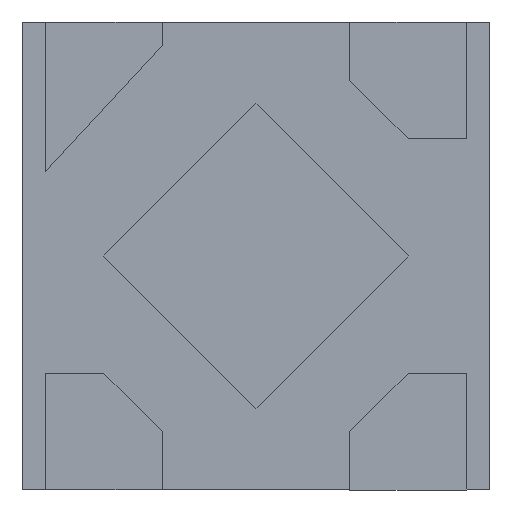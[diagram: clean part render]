
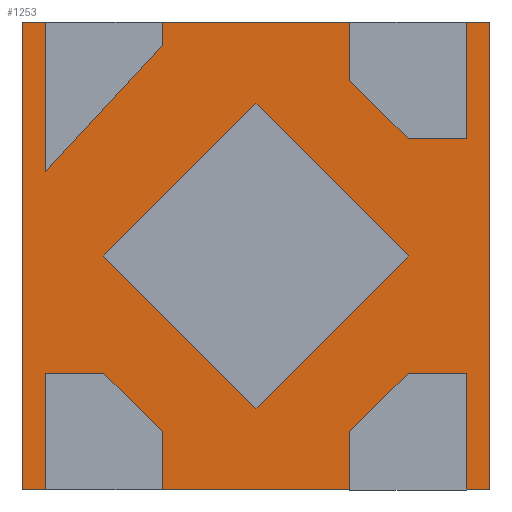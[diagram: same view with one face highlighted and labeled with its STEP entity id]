
A CAD part, front view. The second image highlights one B-rep face of the part: STEP entity #1253.
In plain terms, the highlighted planar face has unit normal (0, -1, 0).
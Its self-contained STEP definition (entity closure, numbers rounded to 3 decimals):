
#41 = CARTESIAN_POINT ( 'NONE',  ( -0.5, 0., -0.5 ) ) ;
#84 = LINE ( 'NONE', #368, #490 ) ;
#90 = CARTESIAN_POINT ( 'NONE',  ( 0.5, 0., -0.5 ) ) ;
#101 = ORIENTED_EDGE ( 'NONE', *, *, #255, .F. ) ;
#128 = AXIS2_PLACEMENT_3D ( 'NONE', #617, #843, #1124 ) ;
#129 = LINE ( 'NONE', #41, #682 ) ;
#134 = EDGE_CURVE ( 'NONE', #294, #725, #1289, .T. ) ;
#135 = CARTESIAN_POINT ( 'NONE',  ( -0.5, 0., 0.5 ) ) ;
#255 = EDGE_CURVE ( 'NONE', #1259, #294, #84, .T. ) ;
#294 = VERTEX_POINT ( 'NONE', #90 ) ;
#368 = CARTESIAN_POINT ( 'NONE',  ( 0.5, 0., -0.5 ) ) ;
#432 = PLANE ( 'NONE',  #128 ) ;
#448 = CARTESIAN_POINT ( 'NONE',  ( -0.5, 0., -0.5 ) ) ;
#477 = VERTEX_POINT ( 'NONE', #1233 ) ;
#490 = VECTOR ( 'NONE', #786, 1000. ) ;
#525 = EDGE_CURVE ( 'NONE', #725, #477, #129, .T. ) ;
#531 = ORIENTED_EDGE ( 'NONE', *, *, #134, .F. ) ;
#617 = CARTESIAN_POINT ( 'NONE',  ( 0., 0., 0. ) ) ;
#657 = VECTOR ( 'NONE', #676, 1000. ) ;
#676 = DIRECTION ( 'NONE',  ( -1., 0., 0. ) ) ;
#682 = VECTOR ( 'NONE', #1061, 1000. ) ;
#696 = ORIENTED_EDGE ( 'NONE', *, *, #776, .F. ) ;
#725 = VERTEX_POINT ( 'NONE', #448 ) ;
#776 = EDGE_CURVE ( 'NONE', #477, #1259, #979, .T. ) ;
#786 = DIRECTION ( 'NONE',  ( 0., 0., -1. ) ) ;
#843 = DIRECTION ( 'NONE',  ( 0., 1., 0. ) ) ;
#905 = EDGE_LOOP ( 'NONE', ( #101, #696, #943, #531 ) ) ;
#943 = ORIENTED_EDGE ( 'NONE', *, *, #525, .F. ) ;
#979 = LINE ( 'NONE', #135, #982 ) ;
#982 = VECTOR ( 'NONE', #1072, 1000. ) ;
#1000 = CARTESIAN_POINT ( 'NONE',  ( -0.5, 0., -0.5 ) ) ;
#1022 = FACE_OUTER_BOUND ( 'NONE', #905, .T. ) ;
#1061 = DIRECTION ( 'NONE',  ( 0., 0., 1. ) ) ;
#1072 = DIRECTION ( 'NONE',  ( 1., 0., 0. ) ) ;
#1124 = DIRECTION ( 'NONE',  ( 0., 0., 1. ) ) ;
#1233 = CARTESIAN_POINT ( 'NONE',  ( -0.5, 0., 0.5 ) ) ;
#1247 = CARTESIAN_POINT ( 'NONE',  ( 0.5, 0., 0.5 ) ) ;
#1253 = ADVANCED_FACE ( 'NONE', ( #1022 ), #432, .F. ) ;
#1259 = VERTEX_POINT ( 'NONE', #1247 ) ;
#1289 = LINE ( 'NONE', #1000, #657 ) ;
